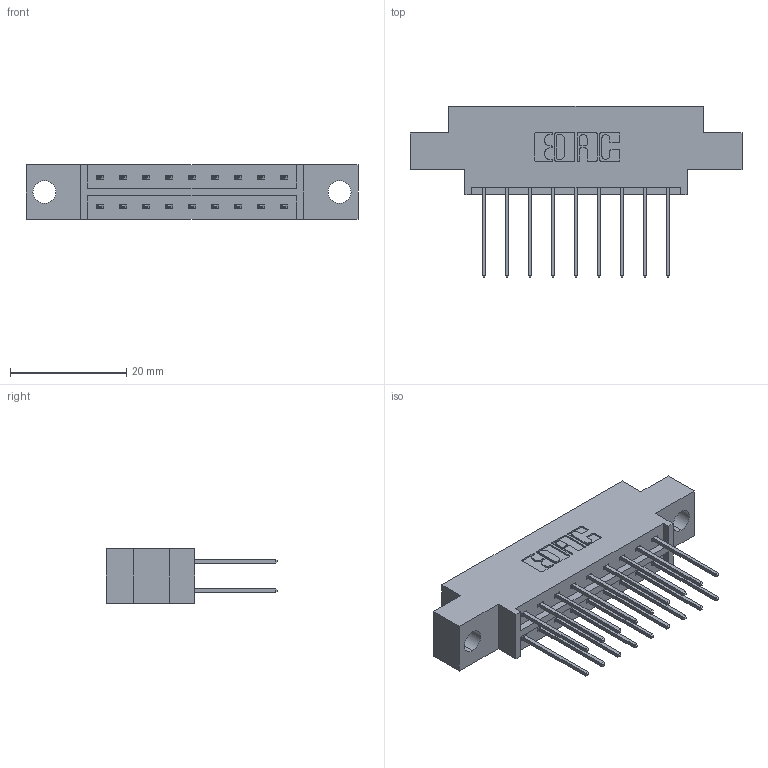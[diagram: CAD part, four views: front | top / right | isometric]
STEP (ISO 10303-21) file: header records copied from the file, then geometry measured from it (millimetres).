
FILE_DESCRIPTION (( 'STEP AP203' ), '1' );
FILE_NAME ('833-018-540-804.STEP', '2020-05-31T22:07:26', ( '' ), ( '' ), 'SwSTEP 2.0', 'SolidWorks 2020', '' );
FILE_SCHEMA (( 'CONFIG_CONTROL_DESIGN' ));
Length unit declared in the file: inch
Products named in the file (3): 833-018-540-804; 345-292-001_345-293-140; 833 Part_Offset - .156 Dia - TH
Assembly tree (19 placements, depth 2):
  833-018-540-804
    833 Part_Offset - .156 Dia - TH
    345-292-001_345-293-140  x18
Bounding box: 57.2 x 29.47 x 9.4 mm (x, y, z)
Volume: 5283.9 mm3; surface area: 6247.5 mm2
Topology: 19 solids, 19 shells, 1054 faces, 3113 edges, 2050 vertices
Faces by surface type: plane 722, cylinder 332
Entity records: 10211 total; most frequent: CARTESIAN_POINT 1734, ORIENTED_EDGE 1670, DIRECTION 1539, EDGE_CURVE 835, LINE 707, VECTOR 707, VERTEX_POINT 554, AXIS2_PLACEMENT_3D 416
